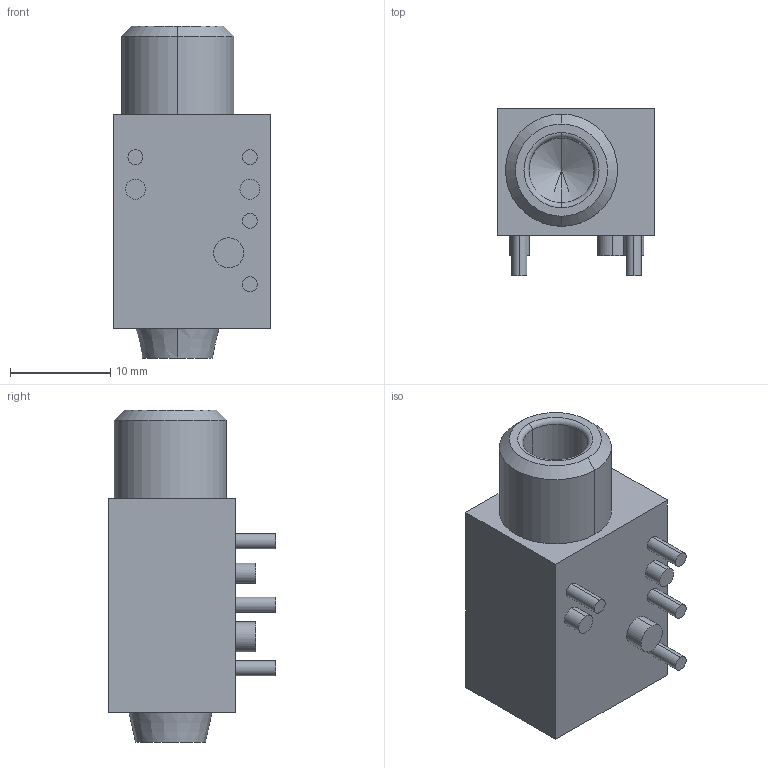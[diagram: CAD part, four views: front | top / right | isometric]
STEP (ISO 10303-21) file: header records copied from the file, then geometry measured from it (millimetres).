
FILE_DESCRIPTION((''),'2;1');
FILE_NAME('D-NRJ3HF-1','2015-02-03T',('odo'),(''),'PRO/ENGINEER BY PARAMETRIC TECHNOLOGY CORPORATION, 2011310','PRO/ENGINEER BY PARAMETRIC TECHNOLOGY CORPORATION, 2011310','');
FILE_SCHEMA(('AUTOMOTIVE_DESIGN_CC2 { 1 2 10303 214 -1 1 5 2 }'));
Length unit declared in the file: millimetre
Products named in the file (1): D-NRJ3HF-1
Bounding box: 15.75 x 16.7 x 33.15 mm (x, y, z)
Volume: 4303 mm3; surface area: 2698.4 mm2
Topology: 1 solids, 1 shells, 41 faces, 90 edges, 59 vertices
Faces by surface type: cylinder 18, plane 15, cone 6, torus 2
Entity records: 1363 total; most frequent: DIRECTION 220, COLOUR_RGB 209, CARTESIAN_POINT 188, ORIENTED_EDGE 176, AXIS2_PLACEMENT_3D 91, EDGE_CURVE 88, VERTEX_POINT 59, EDGE_LOOP 51
